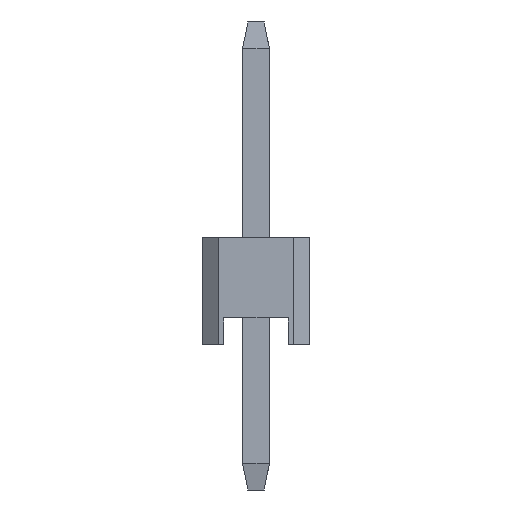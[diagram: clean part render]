
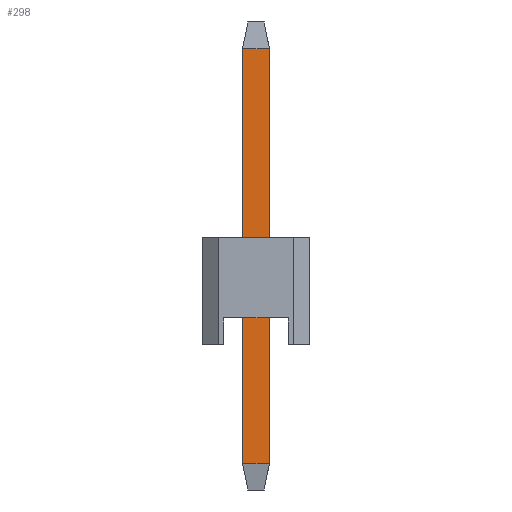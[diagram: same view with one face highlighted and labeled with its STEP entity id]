
A CAD part, left-side view. The second image highlights one B-rep face of the part: STEP entity #298.
In plain terms, the highlighted planar face has unit normal (-1, 0, 0).
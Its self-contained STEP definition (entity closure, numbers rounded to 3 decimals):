
#298=ADVANCED_FACE('',(#852),#8302,.T.);
#852=FACE_OUTER_BOUND('',#1406,.T.);
#1406=EDGE_LOOP('',(#2005,#2006,#2007,#2008));
#2005=ORIENTED_EDGE('',*,*,#4730,.F.);
#2006=ORIENTED_EDGE('',*,*,#4731,.F.);
#2007=ORIENTED_EDGE('',*,*,#4732,.F.);
#2008=ORIENTED_EDGE('',*,*,#4729,.F.);
#4729=EDGE_CURVE('',#7453,#7454,#6091,.T.);
#4730=EDGE_CURVE('',#7455,#7453,#6092,.T.);
#4731=EDGE_CURVE('',#7456,#7455,#6093,.T.);
#4732=EDGE_CURVE('',#7454,#7456,#6094,.T.);
#6091=B_SPLINE_CURVE_WITH_KNOTS('',1,(#10027,#10028),.UNSPECIFIED.,.F.,
 .F.,(2,2),(-7.7,0.),.UNSPECIFIED.);
#6092=B_SPLINE_CURVE_WITH_KNOTS('',1,(#10029,#10030),.UNSPECIFIED.,.F.,
 .F.,(2,2),(-0.5,0.),.UNSPECIFIED.);
#6093=B_SPLINE_CURVE_WITH_KNOTS('',1,(#10031,#10032),.UNSPECIFIED.,.F.,
 .F.,(2,2),(-7.7,0.),.UNSPECIFIED.);
#6094=B_SPLINE_CURVE_WITH_KNOTS('',1,(#10033,#10034),.UNSPECIFIED.,.F.,
 .F.,(2,2),(-0.5,0.),.UNSPECIFIED.);
#7453=VERTEX_POINT('',#10007);
#7454=VERTEX_POINT('',#10008);
#7455=VERTEX_POINT('',#10009);
#7456=VERTEX_POINT('',#10010);
#8302=PLANE('',#8876);
#8876=AXIS2_PLACEMENT_3D('',#9990,#9433,$);
#9433=DIRECTION('',(-1.,0.,0.));
#9990=CARTESIAN_POINT('',(-0.25,54.04,6.34));
#10007=CARTESIAN_POINT('',(-0.25,54.75,5.51));
#10008=CARTESIAN_POINT('',(-0.25,54.75,-2.19));
#10009=CARTESIAN_POINT('',(-0.25,55.25,5.51));
#10010=CARTESIAN_POINT('',(-0.25,55.25,-2.19));
#10027=CARTESIAN_POINT('',(-0.25,54.75,5.51));
#10028=CARTESIAN_POINT('',(-0.25,54.75,-2.19));
#10029=CARTESIAN_POINT('',(-0.25,55.25,5.51));
#10030=CARTESIAN_POINT('',(-0.25,54.75,5.51));
#10031=CARTESIAN_POINT('',(-0.25,55.25,-2.19));
#10032=CARTESIAN_POINT('',(-0.25,55.25,5.51));
#10033=CARTESIAN_POINT('',(-0.25,54.75,-2.19));
#10034=CARTESIAN_POINT('',(-0.25,55.25,-2.19));
